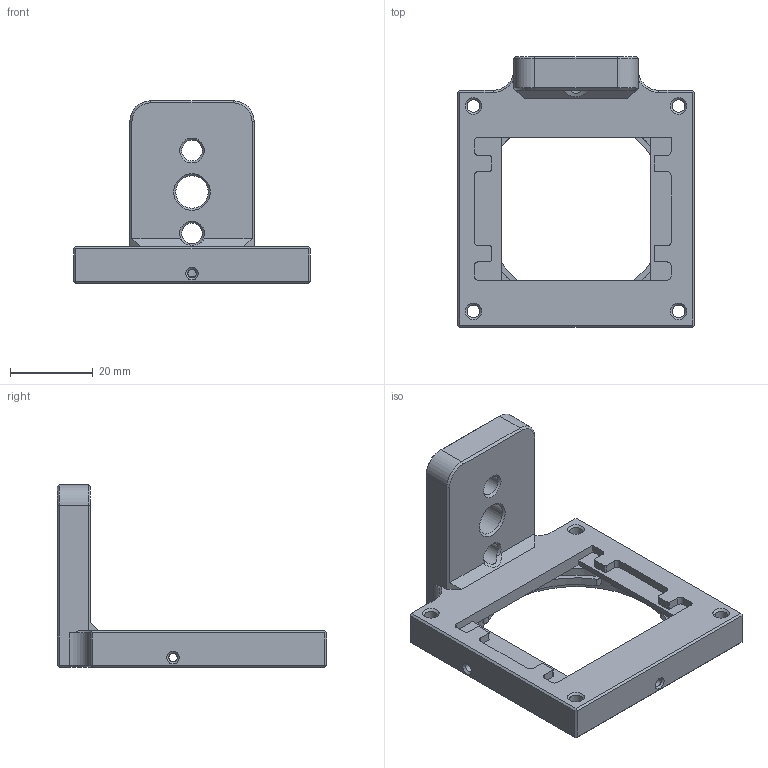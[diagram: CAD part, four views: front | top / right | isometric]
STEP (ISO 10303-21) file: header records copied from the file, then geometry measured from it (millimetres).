
FILE_DESCRIPTION( ( 'Unknown' ), '1' );
FILE_NAME( 'Sensormount_CMV12000_L.stp', 'Unknown', ( 'Manfred Gruber' ), ( 'Apertus' ), 'PSStep 17.0.49', 'Unknown', ' ' );
FILE_SCHEMA( ( 'AUTOMOTIVE_DESIGN { 1 0 10303 214 1 1 1 1 }' ) );
Length unit declared in the file: millimetre
Products named in the file (1): 1
Bounding box: 57.15 x 65.15 x 44 mm (x, y, z)
Volume: 24066.3 mm3; surface area: 11223.9 mm2
Topology: 1 solids, 1 shells, 158 faces, 411 edges, 257 vertices
Faces by surface type: plane 85, cylinder 47, cone 25, bspline 1
Full cylindrical faces by diameter (mm): 2 x4, 3 x4, 4.976 x4, 7.805 x2, 47 x1
Entity records: 6036 total; most frequent: CARTESIAN_POINT 941, DIRECTION 804, ORIENTED_EDGE 746, EDGE_CURVE 373, AXIS2_PLACEMENT_3D 284, VERTEX_POINT 251, LINE 236, VECTOR 236
